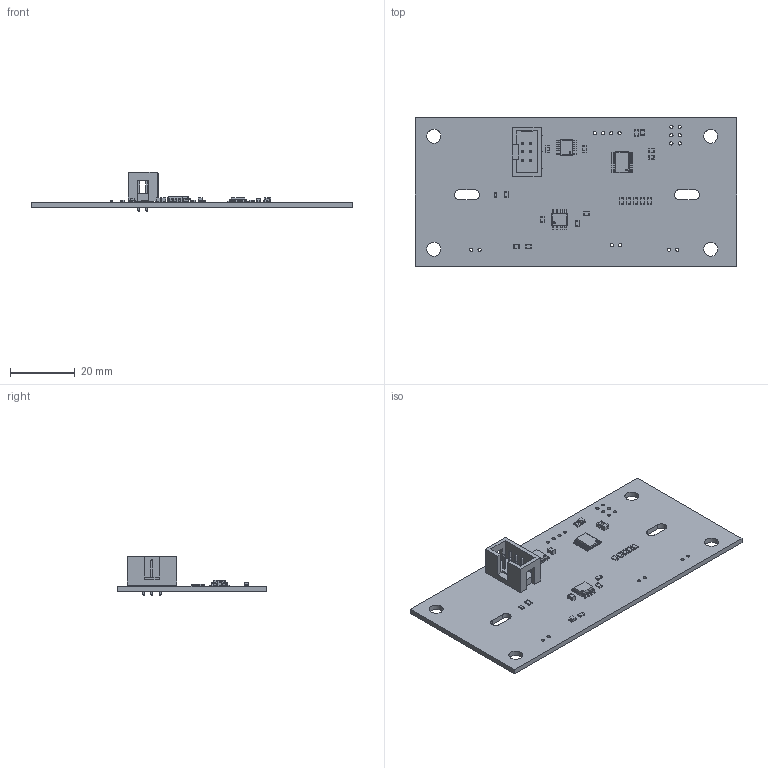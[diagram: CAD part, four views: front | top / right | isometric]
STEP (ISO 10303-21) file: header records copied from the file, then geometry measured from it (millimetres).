
FILE_DESCRIPTION(('KiCad electronic assembly'),'2;1');
FILE_NAME('CellMan.step','2019-11-06T09:00:26',('An Author'),( 'A Company'),'Open CASCADE STEP processor 6.9', 'KiCad to STEP converter','Unknown');
FILE_SCHEMA(('AUTOMOTIVE_DESIGN { 1 0 10303 214 1 1 1 1 }'));
Length unit declared in the file: millimetre
Products named in the file (18): Open CASCADE STEP translator 6.9 1; IDC-Header_2x03_P2.54mm_Vertical; SOLID; R_0805_2012Metric; C_0805_2012Metric; SOIC-8_3.9x4.9mm_P1.27mm; R_0603_1608Metric; SOIC-8-1EP_3.9x4.9mm_P1.27mm_EP2.35x2.35mm; LED_0805_2012Metric; TSSOP-20_4.4x6.5mm_P0.65mm; COMPOUND
Assembly tree (31 placements, depth 3):
  Open CASCADE STEP translator 6.9 1
    IDC-Header_2x03_P2.54mm_Vertical
      SOLID
    R_0805_2012Metric  x10
      SOLID
    C_0805_2012Metric  x5
      SOLID
    SOIC-8_3.9x4.9mm_P1.27mm
      SOLID
    R_0603_1608Metric
      SOLID
    SOIC-8-1EP_3.9x4.9mm_P1.27mm_EP2.35x2.35mm
      SOLID
    LED_0805_2012Metric  x2
      SOLID
    TSSOP-20_4.4x6.5mm_P0.65mm
      SOLID
    COMPOUND
Bounding box: 99.06 x 45.72 x 12.1 mm (x, y, z)
Volume: 7767.9 mm3; surface area: 10985.4 mm2
Topology: 23 solids, 23 shells, 1369 faces, 3561 edges, 2268 vertices
Faces by surface type: plane 911, cylinder 350, bspline 108
Full cylindrical faces by diameter (mm): 0.5 x1, 0.6 x2, 1 x22, 1.016 x6, 4.318 x4
Entity records: 69970 total; most frequent: CARTESIAN_POINT 12723, DIRECTION 9250, LINE 6360, VECTOR 6360, ORIENTED_EDGE 5056, PCURVE 5056, DEFINITIONAL_REPRESENTATION 5056, EDGE_CURVE 2528
